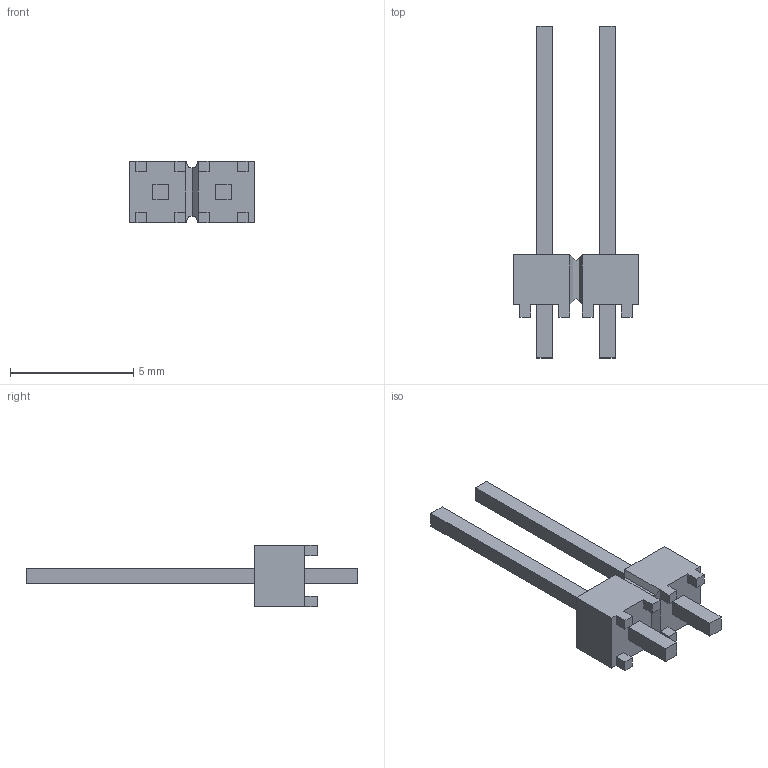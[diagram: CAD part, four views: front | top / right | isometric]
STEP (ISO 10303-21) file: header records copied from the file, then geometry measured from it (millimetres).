
FILE_DESCRIPTION(/* description */ ('STEP AP214'),/* implementation_level */ '2;1');
FILE_NAME(/* name */ 'HMTSW-102-08-G-S-365',/* time_stamp */ '2025-01-31T23:55:29+01:00',/* author */ ('License CC BY-ND 4.0'),/* organization */ ('CADENAS'),/* preprocessor_version */ 'ST-DEVELOPER v19.3',/* originating_system */ 'PARTsolutions',/* authorisation */ ' ');
FILE_SCHEMA (('AUTOMOTIVE_DESIGN {1 0 10303 214 3 1 1}'));
Length unit declared in the file: inch
Products named in the file (3): HMTSW-102-08-G-S-365; HMTSW-102-08-G-S-365_body; HMTSW-102-08-S-365
Assembly tree (2 placements, depth 2):
  HMTSW-102-08-G-S-365
    HMTSW-102-08-G-S-365_body
    HMTSW-102-08-S-365
Bounding box: 5.08 x 13.46 x 2.49 mm (x, y, z)
Volume: 35.3 mm3; surface area: 148.2 mm2
Topology: 2 solids, 2 shells, 90 faces, 238 edges, 156 vertices
Faces by surface type: plane 90
Entity records: 2804 total; most frequent: CARTESIAN_POINT 487, ORIENTED_EDGE 476, DIRECTION 424, EDGE_CURVE 238, LINE 238, VECTOR 238, VERTEX_POINT 156, EDGE_LOOP 98
